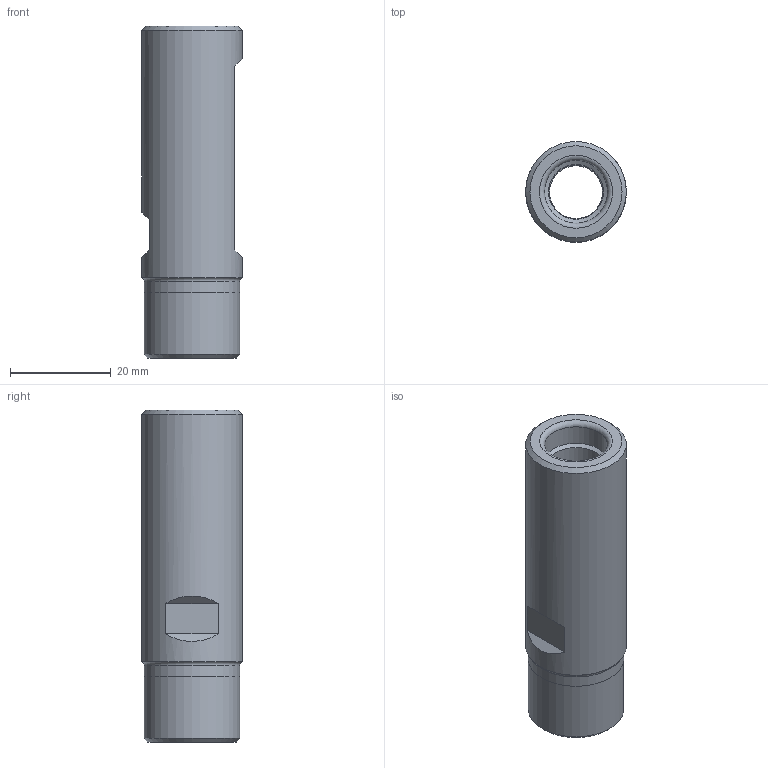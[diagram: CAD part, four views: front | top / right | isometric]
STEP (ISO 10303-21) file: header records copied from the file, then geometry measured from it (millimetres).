
FILE_DESCRIPTION(/* description */ (''),/* implementation_level */ '2;1');
FILE_NAME(/* name */ '462021622.stp',/* time_stamp */ '2021-01-19T16:02:41',/* author */ ('LRA'),/* organization */ ('REGO-FIX'),/* preprocessor_version */ ' Unknown',/* originating_system */ 'SIEMENS PLM Software Solid Edge ST10',/* authorization */ 'Unknown');
FILE_SCHEMA (('AUTOMOTIVE_DESIGN { 1 0 10303 214 2 1 1}'));
Length unit declared in the file: millimetre
Products named in the file (1): NOCUT
Bounding box: 20 x 20 x 66 mm (x, y, z)
Volume: 12498.5 mm3; surface area: 6758.4 mm2
Topology: 1 solids, 1 shells, 23 faces, 48 edges, 28 vertices
Faces by surface type: plane 8, cylinder 7, cone 5, torus 3
Full cylindrical faces by diameter (mm): 10.5 x1, 10.917 x2, 12.5 x1, 19 x2, 20 x1
Entity records: 704 total; most frequent: DIRECTION 104, CARTESIAN_POINT 81, ORIENTED_EDGE 58, AXIS2_PLACEMENT_3D 48, EDGE_LOOP 42, FACE_BOUND 42, EDGE_CURVE 29, VERTEX_POINT 25
